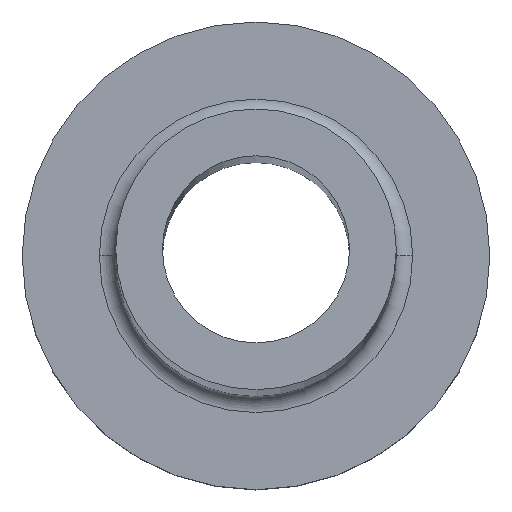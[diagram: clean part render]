
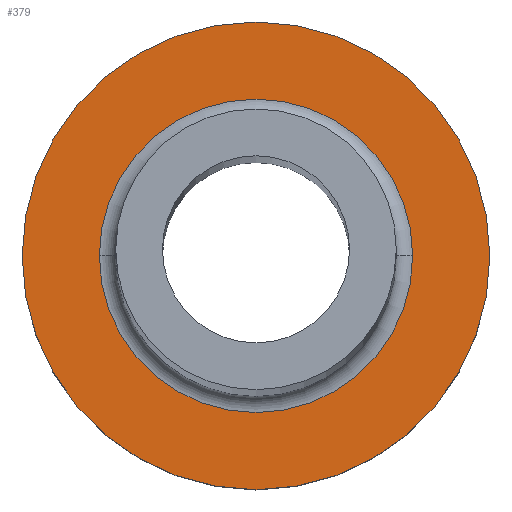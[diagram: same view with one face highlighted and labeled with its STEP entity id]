
A CAD part, top view. The second image highlights one B-rep face of the part: STEP entity #379.
In plain terms, the highlighted planar face has unit normal (0, 0, 1).
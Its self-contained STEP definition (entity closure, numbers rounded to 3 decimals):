
#24 = CARTESIAN_POINT ( 'NONE',  ( 0., 0., 7. ) ) ;
#30 = EDGE_CURVE ( 'NONE', #152, #348, #132, .T. ) ;
#31 = PLANE ( 'NONE',  #142 ) ;
#46 = CIRCLE ( 'NONE', #349, 10. ) ;
#56 = FACE_OUTER_BOUND ( 'NONE', #258, .T. ) ;
#57 = DIRECTION ( 'NONE',  ( 1., 0., 0. ) ) ;
#60 = DIRECTION ( 'NONE',  ( 0., 0., 1. ) ) ;
#68 = VERTEX_POINT ( 'NONE', #85 ) ;
#73 = DIRECTION ( 'NONE',  ( 0., 0., -1. ) ) ;
#75 = ORIENTED_EDGE ( 'NONE', *, *, #326, .T. ) ;
#77 = EDGE_LOOP ( 'NONE', ( #75, #311 ) ) ;
#85 = CARTESIAN_POINT ( 'NONE',  ( 6.7, 0., 7. ) ) ;
#92 = CIRCLE ( 'NONE', #167, 6.7 ) ;
#102 = CARTESIAN_POINT ( 'NONE',  ( -6.7, 0., 7. ) ) ;
#132 = CIRCLE ( 'NONE', #173, 10. ) ;
#142 = AXIS2_PLACEMENT_3D ( 'NONE', #24, #199, #235 ) ;
#144 = DIRECTION ( 'NONE',  ( 0., 0., -1. ) ) ;
#152 = VERTEX_POINT ( 'NONE', #207 ) ;
#157 = EDGE_CURVE ( 'NONE', #348, #152, #46, .T. ) ;
#158 = ORIENTED_EDGE ( 'NONE', *, *, #30, .T. ) ;
#160 = DIRECTION ( 'NONE',  ( 1., 0., 0. ) ) ;
#162 = ORIENTED_EDGE ( 'NONE', *, *, #157, .T. ) ;
#164 = DIRECTION ( 'NONE',  ( 1., 0., 0. ) ) ;
#167 = AXIS2_PLACEMENT_3D ( 'NONE', #362, #144, #164 ) ;
#173 = AXIS2_PLACEMENT_3D ( 'NONE', #355, #282, #319 ) ;
#190 = AXIS2_PLACEMENT_3D ( 'NONE', #304, #73, #160 ) ;
#199 = DIRECTION ( 'NONE',  ( 0., 0., 1. ) ) ;
#207 = CARTESIAN_POINT ( 'NONE',  ( -10., 0., 7. ) ) ;
#235 = DIRECTION ( 'NONE',  ( 1., 0., 0. ) ) ;
#253 = VERTEX_POINT ( 'NONE', #102 ) ;
#258 = EDGE_LOOP ( 'NONE', ( #158, #162 ) ) ;
#282 = DIRECTION ( 'NONE',  ( 0., 0., 1. ) ) ;
#289 = EDGE_CURVE ( 'NONE', #253, #68, #315, .T. ) ;
#304 = CARTESIAN_POINT ( 'NONE',  ( 0., 0., 7. ) ) ;
#311 = ORIENTED_EDGE ( 'NONE', *, *, #289, .T. ) ;
#315 = CIRCLE ( 'NONE', #190, 6.7 ) ;
#319 = DIRECTION ( 'NONE',  ( 1., 0., 0. ) ) ;
#326 = EDGE_CURVE ( 'NONE', #68, #253, #92, .T. ) ;
#327 = CARTESIAN_POINT ( 'NONE',  ( 0., 0., 7. ) ) ;
#348 = VERTEX_POINT ( 'NONE', #357 ) ;
#349 = AXIS2_PLACEMENT_3D ( 'NONE', #327, #60, #57 ) ;
#355 = CARTESIAN_POINT ( 'NONE',  ( 0., 0., 7. ) ) ;
#357 = CARTESIAN_POINT ( 'NONE',  ( 10., 0., 7. ) ) ;
#359 = FACE_BOUND ( 'NONE', #77, .T. ) ;
#362 = CARTESIAN_POINT ( 'NONE',  ( 0., 0., 7. ) ) ;
#379 = ADVANCED_FACE ( 'NONE', ( #359, #56 ), #31, .T. ) ;
